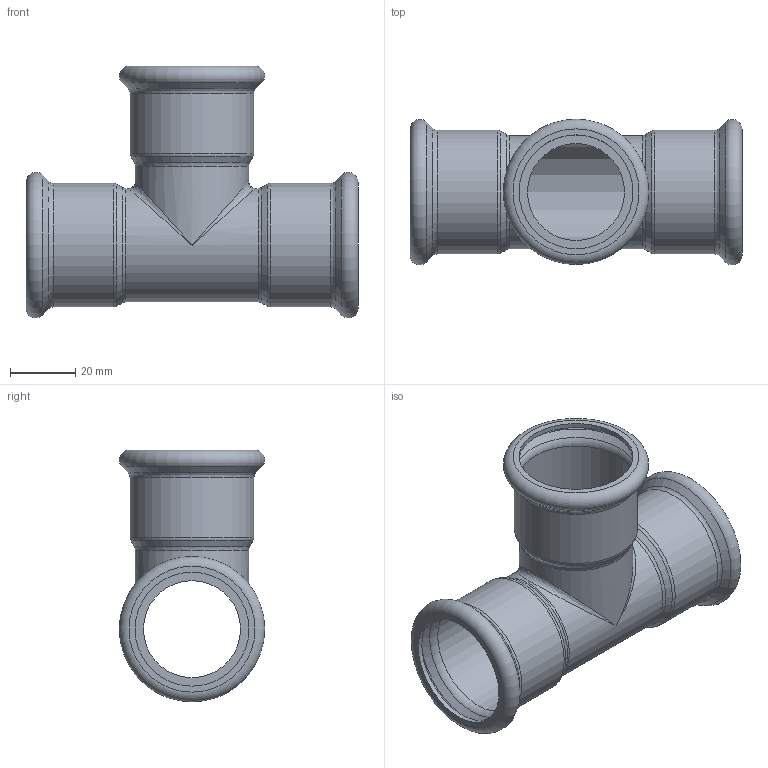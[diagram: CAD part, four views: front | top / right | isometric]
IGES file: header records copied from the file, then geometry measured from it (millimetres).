
Global section: file name: No Iges File Name specified; native system: Autodesk Inventor 2012; preprocessor: AutoDesk Inventor Iges Exporter R2012; author: aporro; date: 20130605.145351; units: millimetre
Bounding box: 102 x 44.7 x 77.35 mm (x, y, z)
Volume: 26748.1 mm3; surface area: 34933.1 mm2
Topology: 1 solids, 1 shells, 57 faces, 112 edges, 61 vertices
Faces by surface type: revolution 23, plane 12, torus 9, cone 6, cylinder 5, bspline 2
Full cylindrical faces by diameter (mm): 34.8 x2, 38 x3
